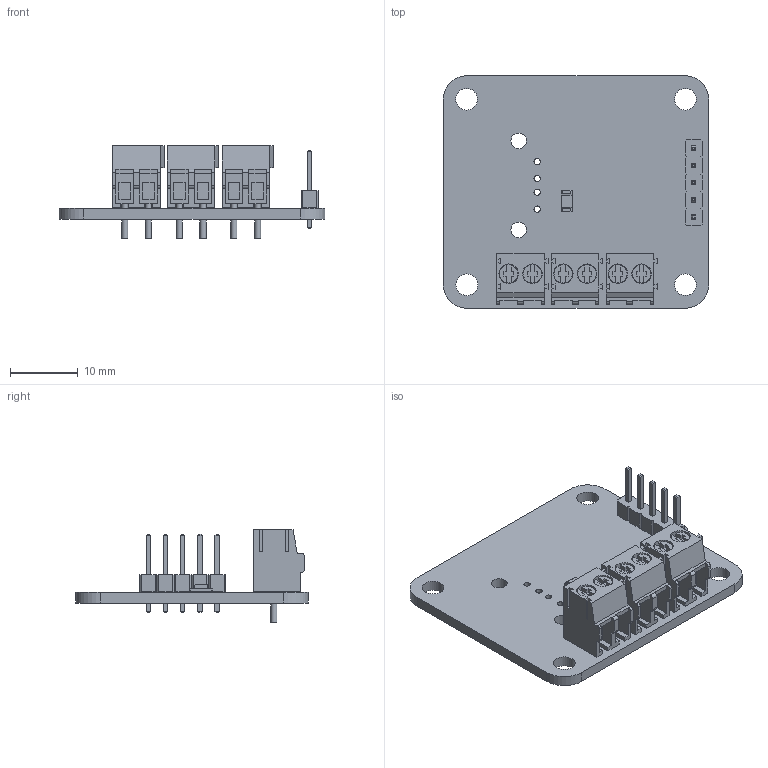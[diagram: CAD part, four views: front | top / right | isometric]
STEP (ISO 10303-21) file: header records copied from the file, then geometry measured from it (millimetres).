
FILE_DESCRIPTION(('KiCad electronic assembly'),'2;1');
FILE_NAME('power-routing.step','2021-07-12T12:43:02',('An Author'),( 'A Company'),'Open CASCADE STEP processor 7.5', 'KiCad to STEP converter','Unknown');
FILE_SCHEMA(('AUTOMOTIVE_DESIGN { 1 0 10303 214 1 1 1 1 }'));
Length unit declared in the file: millimetre
Products named in the file (8): Open CASCADE STEP translator 7.5 1; LED_1206_3216Metric; SOLID; TerminalBlock_Phoenix_PT-1,5-2-3.5-H_1x02_P3.50mm_Horizontal; PinHeader_1x05_P2.54mm_Vertical; COMPOUND
Assembly tree (9 placements, depth 3):
  Open CASCADE STEP translator 7.5 1
    LED_1206_3216Metric
      SOLID
    TerminalBlock_Phoenix_PT-1,5-2-3.5-H_1x02_P3.50mm_Horizontal  x3
      SOLID
    PinHeader_1x05_P2.54mm_Vertical
      SOLID
    COMPOUND
Bounding box: 39.2 x 34.3 x 13.7 mm (x, y, z)
Volume: 3170.1 mm3; surface area: 5411.9 mm2
Topology: 6 solids, 6 shells, 577 faces, 1524 edges, 988 vertices
Faces by surface type: plane 496, cylinder 81
Full cylindrical faces by diameter (mm): 0.9 x6, 0.92 x4, 1 x5, 1.2 x6, 2.3 x2, 2.7 x6, 2.9 x6, 3.2 x4
Entity records: 23337 total; most frequent: CARTESIAN_POINT 3591, DIRECTION 3318, LINE 2296, VECTOR 2296, ORIENTED_EDGE 1704, PCURVE 1704, DEFINITIONAL_REPRESENTATION 1704, EDGE_CURVE 852
